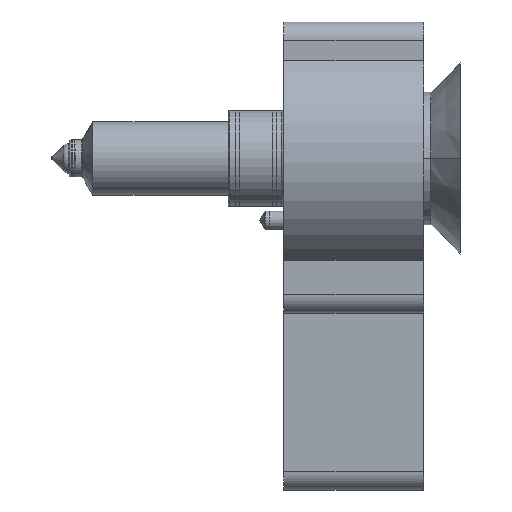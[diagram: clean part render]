
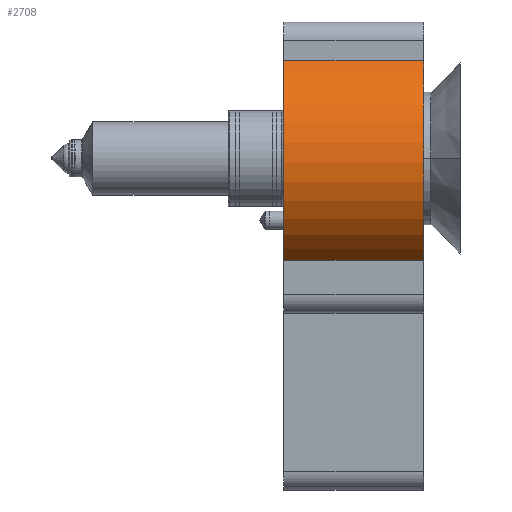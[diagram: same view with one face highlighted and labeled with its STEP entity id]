
A CAD part, top view. The second image highlights one B-rep face of the part: STEP entity #2708.
In plain terms, the highlighted cylindrical face has radius 32 mm (diameter 64 mm), a partial arc.
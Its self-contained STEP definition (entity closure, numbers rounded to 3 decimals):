
#461 = DIRECTION ( 'NONE',  ( 1., 0., 0. ) ) ;
#831 = AXIS2_PLACEMENT_3D ( 'NONE', #16189, #1996, #11969 ) ;
#1558 = FACE_OUTER_BOUND ( 'NONE', #3280, .T. ) ;
#1996 = DIRECTION ( 'NONE',  ( 0., 0., 1. ) ) ;
#2708 = ADVANCED_FACE ( 'NONE', ( #1558 ), #9387, .T. ) ;
#3165 = ORIENTED_EDGE ( 'NONE', *, *, #13889, .F. ) ;
#3263 = VERTEX_POINT ( 'NONE', #16073 ) ;
#3280 = EDGE_LOOP ( 'NONE', ( #3165, #15536, #10857, #9103 ) ) ;
#4954 = CARTESIAN_POINT ( 'NONE',  ( -18., -26.458, -38. ) ) ;
#5210 = CARTESIAN_POINT ( 'NONE',  ( -16., 27.713, -38. ) ) ;
#5927 = VERTEX_POINT ( 'NONE', #5210 ) ;
#6287 = CARTESIAN_POINT ( 'NONE',  ( 0., 0., -38. ) ) ;
#6337 = AXIS2_PLACEMENT_3D ( 'NONE', #6287, #10342, #461 ) ;
#6344 = DIRECTION ( 'NONE',  ( 0., 0., 1. ) ) ;
#8825 = CARTESIAN_POINT ( 'NONE',  ( -18., -26.458, -38. ) ) ;
#9103 = ORIENTED_EDGE ( 'NONE', *, *, #12777, .T. ) ;
#9387 = CYLINDRICAL_SURFACE ( 'NONE', #17082, 32. ) ;
#10326 = CARTESIAN_POINT ( 'NONE',  ( -16., 27.713, -38. ) ) ;
#10342 = DIRECTION ( 'NONE',  ( 0., 0., 1. ) ) ;
#10779 = VERTEX_POINT ( 'NONE', #8825 ) ;
#10857 = ORIENTED_EDGE ( 'NONE', *, *, #12290, .T. ) ;
#11337 = LINE ( 'NONE', #10326, #13283 ) ;
#11969 = DIRECTION ( 'NONE',  ( 1., 0., 0. ) ) ;
#12168 = DIRECTION ( 'NONE',  ( 1., 0., 0. ) ) ;
#12290 = EDGE_CURVE ( 'NONE', #5927, #10779, #18299, .T. ) ;
#12354 = LINE ( 'NONE', #4954, #16775 ) ;
#12777 = EDGE_CURVE ( 'NONE', #10779, #13422, #12354, .T. ) ;
#13200 = DIRECTION ( 'NONE',  ( 0., 0., 1. ) ) ;
#13283 = VECTOR ( 'NONE', #13200, 1000. ) ;
#13422 = VERTEX_POINT ( 'NONE', #16228 ) ;
#13889 = EDGE_CURVE ( 'NONE', #3263, #13422, #14088, .T. ) ;
#14088 = CIRCLE ( 'NONE', #831, 32. ) ;
#15536 = ORIENTED_EDGE ( 'NONE', *, *, #18359, .F. ) ;
#16073 = CARTESIAN_POINT ( 'NONE',  ( -16., 27.713, 0. ) ) ;
#16143 = CARTESIAN_POINT ( 'NONE',  ( 0., 0., -38. ) ) ;
#16189 = CARTESIAN_POINT ( 'NONE',  ( 0., 0., 0. ) ) ;
#16228 = CARTESIAN_POINT ( 'NONE',  ( -18., -26.458, 0. ) ) ;
#16312 = DIRECTION ( 'NONE',  ( 0., 0., 1. ) ) ;
#16775 = VECTOR ( 'NONE', #16312, 1000. ) ;
#17082 = AXIS2_PLACEMENT_3D ( 'NONE', #16143, #6344, #12168 ) ;
#18299 = CIRCLE ( 'NONE', #6337, 32. ) ;
#18359 = EDGE_CURVE ( 'NONE', #5927, #3263, #11337, .T. ) ;
